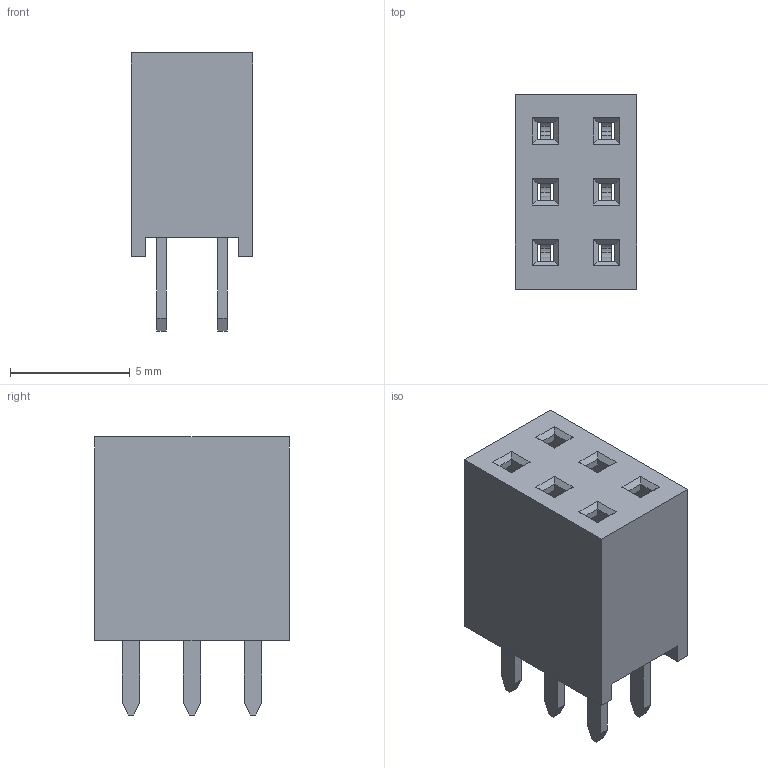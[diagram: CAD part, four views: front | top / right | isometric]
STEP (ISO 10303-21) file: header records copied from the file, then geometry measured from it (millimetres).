
FILE_DESCRIPTION(/* description */ ('Unknown'),/* implementation_level */ '2;1');
FILE_NAME(/* name */ 'J_Wurth_WR-PHD_61300621821',/* time_stamp */ '2025-04-15T16:00:12+08:00',/* author */ ('Unknown'),/* organization */ ('Unknown'),/* preprocessor_version */ 'ST-DEVELOPER v19.4',/* originating_system */ 'Solid Edge',/* authorisation */ 'Unknown');
FILE_SCHEMA (('AUTOMOTIVE_DESIGN {1 0 10303 214 3 1 1}'));
Length unit declared in the file: millimetre
Products named in the file (2): J_Wurth_WR-PHD_61300621821
Assembly tree (1 placements, depth 2):
  J_Wurth_WR-PHD_61300621821
    J_Wurth_WR-PHD_61300621821
Bounding box: 5.08 x 8.12 x 11.6 mm (x, y, z)
Volume: 286.4 mm3; surface area: 740.7 mm2
Topology: 1 solids, 1 shells, 244 faces, 678 edges, 436 vertices
Faces by surface type: plane 184, cylinder 36, torus 12, bspline 12
Entity records: 9665 total; most frequent: CARTESIAN_POINT 1792, ORIENTED_EDGE 1308, DIRECTION 1182, EDGE_CURVE 654, LINE 522, VECTOR 522, VERTEX_POINT 424, AXIS2_PLACEMENT_3D 330
